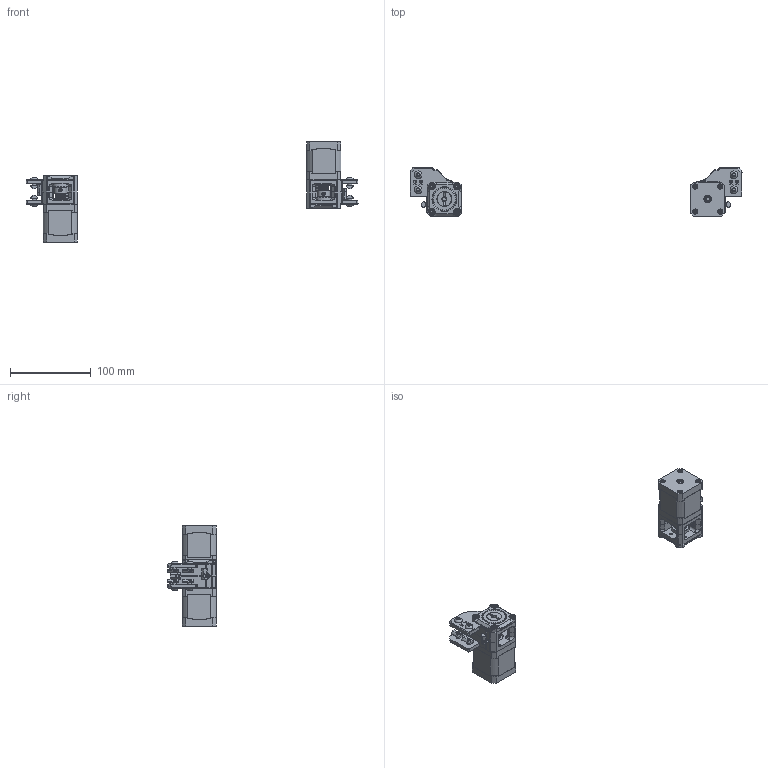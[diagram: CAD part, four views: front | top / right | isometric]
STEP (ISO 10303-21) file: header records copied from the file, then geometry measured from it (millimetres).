
FILE_DESCRIPTION(/* description */ ('','CAx-IF Rec.Pracs.---Representation and Presentation of Product Manufacturing Information (PMI)---4.0---2014-10-13'),/* implementation_level */ '2;1');
FILE_NAME(/* name */ '_9_Printed_VT_6mm_front_motor_mounts_FT_2.step',/* time_stamp */ '2024-12-14T20:12:33+01:00',/* author */ (''),/* organization */ (''),/* preprocessor_version */ 'ST-DEVELOPER v20',/* originating_system */ 'Autodesk Translation Framework v13.20.0.188',/* authorisation */ '');
FILE_SCHEMA (('AP242_MANAGED_MODEL_BASED_3D_ENGINEERING_MIM_LF { 1 0 10303 442 1 1 4 }'));
Length unit declared in the file: millimetre
Products named in the file (28): _9_Printed_VT_6mm_front_motor_mounts_FT_2; _Printed_VT_6mm_front_motor_mount; _Printed_VT_6mm_front_motor_mount_hardware; _Printed_6mm_front_motor_mount_motion; _Printed_VT_6mm_front_motor_mount_1; _Printed_VT_6mm_front_motor_mount_hardware_1; M5x16 BHCS; M5 2020 drop-in T-nut; M5x10 BHCS; Printed_VT_6mm_front_motor_mount_a; Printed_VT_6mm_front_motor_mount_b; _Printed_6mm_front_motor_mount_motion_1; GT2 20T 6mm pulley; Shim 1mm; Shim 0.5mm; D5x30 smooth pin; M5 washer; _Printed_6mm_front_short_shaft_specific; NEMA17; _Printed_6mm_front_short_shaft_specific_1; F695 flanged bearing; M3 washer; M3x35 SHCS; NEMA17_1; _stepper; _standard shaft; Printed_short_shaft_double_shear_twist_lock; Printed_short_shaft_double_shear_housing
Assembly tree (84 placements, depth 4):
  _9_Printed_VT_6mm_front_motor_mounts_FT_2
    M5 2020 drop-in T-nut  x2
    _Printed_VT_6mm_front_motor_mount
      _Printed_VT_6mm_front_motor_mount_hardware
        M5 2020 drop-in T-nut  x5
        M5x16 BHCS
        M5 washer
        M5x10 BHCS  x4
      Printed_VT_6mm_front_motor_mount_a
      Printed_VT_6mm_front_motor_mount_b
      _Printed_6mm_front_motor_mount_motion
        GT2 20T 6mm pulley
        Shim 1mm
        Shim 0.5mm  x2
        D5x30 smooth pin
        F695 flanged bearing  x2
    M5x16 BHCS  x2
    M5 washer  x2
    _Printed_VT_6mm_front_motor_mount_1
      _Printed_VT_6mm_front_motor_mount_hardware_1
        M5 2020 drop-in T-nut  x5
        M5x16 BHCS
        M5 washer
        M5x10 BHCS  x4
      Printed_VT_6mm_front_motor_mount_a
      Printed_VT_6mm_front_motor_mount_b
      _Printed_6mm_front_motor_mount_motion_1
        GT2 20T 6mm pulley
        Shim 1mm
        Shim 0.5mm  x2
        D5x30 smooth pin
        F695 flanged bearing  x2
    _Printed_6mm_front_short_shaft_specific
      M3 washer  x5
      M3x35 SHCS  x4
      F695 flanged bearing
      NEMA17
        _stepper
        _standard shaft
      Printed_short_shaft_double_shear_twist_lock
      Printed_short_shaft_double_shear_housing
    _Printed_6mm_front_short_shaft_specific_1
      M3 washer  x5
      M3x35 SHCS  x4
      F695 flanged bearing
      NEMA17_1
        _stepper
        _standard shaft
      Printed_short_shaft_double_shear_twist_lock
      Printed_short_shaft_double_shear_housing
Bounding box: 410 x 59.9 x 124 mm (x, y, z)
Volume: 281591.2 mm3; surface area: 100234.3 mm2
Topology: 78 solids, 78 shells, 3216 faces, 8012 edges, 5048 vertices
Faces by surface type: plane 1448, cylinder 1004, cone 532, bspline 112, torus 96, sphere 24
Full cylindrical faces by diameter (mm): 2.464 x8, 3 x16, 3.108 x8, 3.2 x10, 3.4 x28, 4.2 x12, 5 x30, 5.001 x2, 5.2 x4, 5.3 x4, 5.4 x8, 5.5 x8, 5.6 x2, 6 x4, 6.5 x14, 7 x10, 7.2 x8, 7.3 x4, 7.6 x4, 7.823 x4, 8 x6, 8.141 x4, 9 x2, 9.5 x12, 10 x4, 11.5 x12, 12 x6, 13 x6, 15 x8, 15.3 x2
Entity records: 43800 total; most frequent: CARTESIAN_POINT 11453, DIRECTION 6806, ORIENTED_EDGE 6476, EDGE_CURVE 3238, AXIS2_PLACEMENT_3D 2517, VERTEX_POINT 2050, LINE 1772, VECTOR 1772
